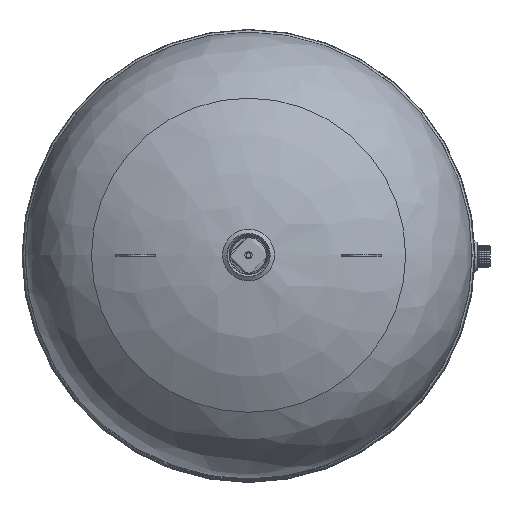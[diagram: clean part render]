
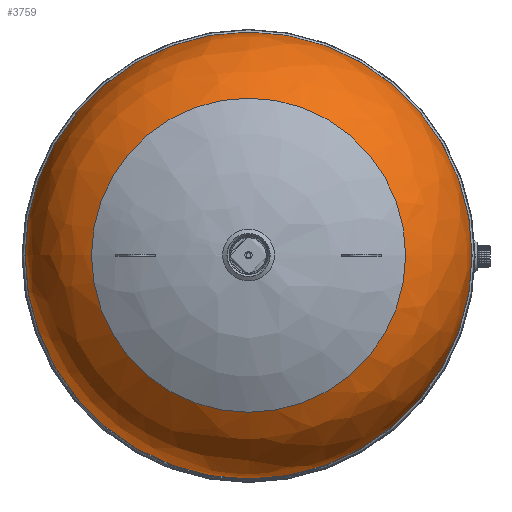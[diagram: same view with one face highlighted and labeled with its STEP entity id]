
A CAD part, top view. The second image highlights one B-rep face of the part: STEP entity #3759.
In plain terms, the highlighted free-form (B-spline) face has degree [2, 2] with [3, 9] control points.
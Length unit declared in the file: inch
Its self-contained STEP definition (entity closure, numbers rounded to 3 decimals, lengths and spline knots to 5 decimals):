
#16=(
BOUNDED_CURVE()
B_SPLINE_CURVE(2,(#6658,#6659,#6660),.UNSPECIFIED.,.F.,.F.)
B_SPLINE_CURVE_WITH_KNOTS((3,3),(0.01359,1.06686),
 .UNSPECIFIED.)
CURVE()
GEOMETRIC_REPRESENTATION_ITEM()
RATIONAL_B_SPLINE_CURVE((1.,0.865,1.))
REPRESENTATION_ITEM('')
);
#23=(
BOUNDED_SURFACE()
B_SPLINE_SURFACE(2,2,((#6630,#6631,#6632,#6633,#6634,#6635,#6636,#6637,
#6638),(#6639,#6640,#6641,#6642,#6643,#6644,#6645,#6646,#6647),(#6648,#6649,
#6650,#6651,#6652,#6653,#6654,#6655,#6656)),.UNSPECIFIED.,.F.,.T.,.F.)
B_SPLINE_SURFACE_WITH_KNOTS((3,3),(3,2,2,2,3),(-1.06686,-0.01359),
(-3.14159,-1.5708,0.,1.5708,3.14159),
 .UNSPECIFIED.)
GEOMETRIC_REPRESENTATION_ITEM()
RATIONAL_B_SPLINE_SURFACE(((1.,0.707,1.,0.707,1.,
0.707,1.,0.707,1.),(0.865,0.611,
0.865,0.611,0.865,0.611,
0.865,0.611,0.865),(1.,0.707,
1.,0.707,1.,0.707,1.,0.707,1.)))
REPRESENTATION_ITEM('')
SURFACE()
);
#459=FACE_OUTER_BOUND('',#722,.T.);
#722=EDGE_LOOP('',(#2864,#2865,#2866,#2867));
#1333=CIRCLE('',#4066,14.76378);
#1381=CIRCLE('',#4143,10.38679);
#1568=VERTEX_POINT('',#6217);
#1622=VERTEX_POINT('',#6657);
#1990=EDGE_CURVE('',#1568,#1568,#1333,.T.);
#2066=EDGE_CURVE('',#1568,#1622,#16,.T.);
#2067=EDGE_CURVE('',#1622,#1622,#1381,.T.);
#2864=ORIENTED_EDGE('',*,*,#1990,.T.);
#2865=ORIENTED_EDGE('',*,*,#2066,.T.);
#2866=ORIENTED_EDGE('',*,*,#2067,.F.);
#2867=ORIENTED_EDGE('',*,*,#2066,.F.);
#3759=ADVANCED_FACE('',(#459),#23,.T.);
#4066=AXIS2_PLACEMENT_3D('',#6218,#4786,#4787);
#4143=AXIS2_PLACEMENT_3D('',#6661,#4958,#4959);
#4786=DIRECTION('center_axis',(0.,0.,1.));
#4787=DIRECTION('ref_axis',(-1.,0.,0.));
#4958=DIRECTION('center_axis',(0.,0.,1.));
#4959=DIRECTION('ref_axis',(-1.,0.,0.));
#6217=CARTESIAN_POINT('',(162.094,-12.40176,1067.75543));
#6218=CARTESIAN_POINT('Origin',(176.85778,-12.40176,1067.75543));
#6630=CARTESIAN_POINT('Ctrl Pts',(166.47099,-12.40176,1075.05359));
#6631=CARTESIAN_POINT('Ctrl Pts',(166.47099,-22.78855,1075.05359));
#6632=CARTESIAN_POINT('Ctrl Pts',(176.85778,-22.78855,1075.05359));
#6633=CARTESIAN_POINT('Ctrl Pts',(187.24457,-22.78855,1075.05359));
#6634=CARTESIAN_POINT('Ctrl Pts',(187.24457,-12.40176,1075.05359));
#6635=CARTESIAN_POINT('Ctrl Pts',(187.24457,-2.01497,1075.05359));
#6636=CARTESIAN_POINT('Ctrl Pts',(176.85778,-2.01497,1075.05359));
#6637=CARTESIAN_POINT('Ctrl Pts',(166.47099,-2.01497,1075.05359));
#6638=CARTESIAN_POINT('Ctrl Pts',(166.47099,-12.40176,1075.05359));
#6639=CARTESIAN_POINT('Ctrl Pts',(162.1609,-12.40176,1072.67691));
#6640=CARTESIAN_POINT('Ctrl Pts',(162.1609,-27.09864,1072.67691));
#6641=CARTESIAN_POINT('Ctrl Pts',(176.85778,-27.09864,1072.67691));
#6642=CARTESIAN_POINT('Ctrl Pts',(191.55466,-27.09864,1072.67691));
#6643=CARTESIAN_POINT('Ctrl Pts',(191.55466,-12.40176,1072.67691));
#6644=CARTESIAN_POINT('Ctrl Pts',(191.55466,2.29512,1072.67691));
#6645=CARTESIAN_POINT('Ctrl Pts',(176.85778,2.29512,1072.67691));
#6646=CARTESIAN_POINT('Ctrl Pts',(162.1609,2.29512,1072.67691));
#6647=CARTESIAN_POINT('Ctrl Pts',(162.1609,-12.40176,1072.67691));
#6648=CARTESIAN_POINT('Ctrl Pts',(162.094,-12.40176,1067.75543));
#6649=CARTESIAN_POINT('Ctrl Pts',(162.094,-27.16554,1067.75543));
#6650=CARTESIAN_POINT('Ctrl Pts',(176.85778,-27.16554,1067.75543));
#6651=CARTESIAN_POINT('Ctrl Pts',(191.62156,-27.16554,1067.75543));
#6652=CARTESIAN_POINT('Ctrl Pts',(191.62156,-12.40176,1067.75543));
#6653=CARTESIAN_POINT('Ctrl Pts',(191.62156,2.36202,1067.75543));
#6654=CARTESIAN_POINT('Ctrl Pts',(176.85778,2.36202,1067.75543));
#6655=CARTESIAN_POINT('Ctrl Pts',(162.094,2.36202,1067.75543));
#6656=CARTESIAN_POINT('Ctrl Pts',(162.094,-12.40176,1067.75543));
#6657=CARTESIAN_POINT('',(166.47099,-12.40176,1075.05359));
#6658=CARTESIAN_POINT('Ctrl Pts',(162.094,-12.40176,1067.75543));
#6659=CARTESIAN_POINT('Ctrl Pts',(162.1609,-12.40176,1072.67691));
#6660=CARTESIAN_POINT('Ctrl Pts',(166.47099,-12.40176,1075.05359));
#6661=CARTESIAN_POINT('Origin',(176.85778,-12.40176,1075.05359));
